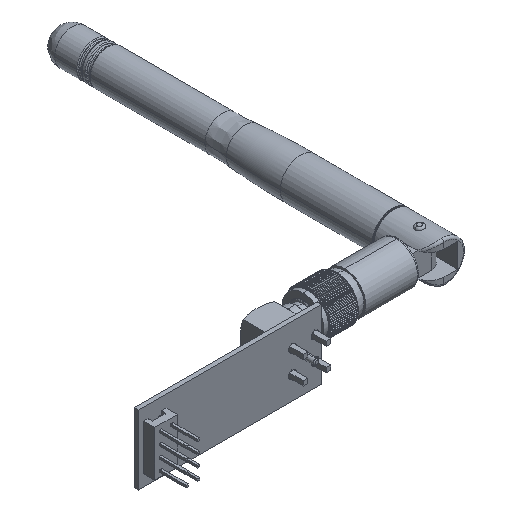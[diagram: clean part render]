
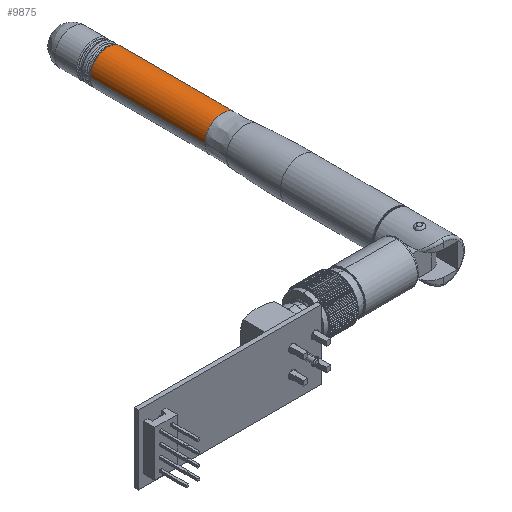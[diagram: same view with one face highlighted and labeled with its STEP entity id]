
A CAD part, isometric view. The second image highlights one B-rep face of the part: STEP entity #9875.
In plain terms, the highlighted cylindrical face has radius 3.9 mm (diameter 7.8 mm), a partial arc.
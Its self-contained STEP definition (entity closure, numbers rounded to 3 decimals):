
#75 = CARTESIAN_POINT ( 'NONE',  ( 0., 75.2, -3.9 ) ) ;
#437 = CARTESIAN_POINT ( 'NONE',  ( 0., 62.438, 3.9 ) ) ;
#544 = EDGE_CURVE ( 'NONE', #29943, #2888, #3281, .T. ) ;
#833 = VECTOR ( 'NONE', #7803, 1000. ) ;
#1119 = EDGE_CURVE ( 'NONE', #28719, #29943, #20203, .T. ) ;
#1899 = AXIS2_PLACEMENT_3D ( 'NONE', #24514, #19636, #32940 ) ;
#1973 = DIRECTION ( 'NONE',  ( 0., 0., -1. ) ) ;
#2641 = AXIS2_PLACEMENT_3D ( 'NONE', #11840, #25364, #30134 ) ;
#2888 = VERTEX_POINT ( 'NONE', #21040 ) ;
#3281 = LINE ( 'NONE', #22202, #11768 ) ;
#3630 = LINE ( 'NONE', #437, #833 ) ;
#6017 = ORIENTED_EDGE ( 'NONE', *, *, #20432, .T. ) ;
#7803 = DIRECTION ( 'NONE',  ( 0., -1., 0. ) ) ;
#8891 = FACE_OUTER_BOUND ( 'NONE', #21802, .T. ) ;
#9875 = ADVANCED_FACE ( 'NONE', ( #8891 ), #22236, .T. ) ;
#10219 = VERTEX_POINT ( 'NONE', #21291 ) ;
#10369 = CARTESIAN_POINT ( 'NONE',  ( 0., 75.2, 0. ) ) ;
#11768 = VECTOR ( 'NONE', #25181, 1000. ) ;
#11840 = CARTESIAN_POINT ( 'NONE',  ( 0., 49.677, 0. ) ) ;
#14703 = ORIENTED_EDGE ( 'NONE', *, *, #544, .T. ) ;
#19636 = DIRECTION ( 'NONE',  ( 0., -1., 0. ) ) ;
#20203 = CIRCLE ( 'NONE', #32505, 3.9 ) ;
#20432 = EDGE_CURVE ( 'NONE', #2888, #10219, #28977, .T. ) ;
#21040 = CARTESIAN_POINT ( 'NONE',  ( 0., 49.677, -3.9 ) ) ;
#21291 = CARTESIAN_POINT ( 'NONE',  ( 0., 49.677, 3.9 ) ) ;
#21802 = EDGE_LOOP ( 'NONE', ( #29549, #24369, #14703, #6017 ) ) ;
#22202 = CARTESIAN_POINT ( 'NONE',  ( 0., 62.438, -3.9 ) ) ;
#22236 = CYLINDRICAL_SURFACE ( 'NONE', #1899, 3.9 ) ;
#23624 = EDGE_CURVE ( 'NONE', #28719, #10219, #3630, .T. ) ;
#24369 = ORIENTED_EDGE ( 'NONE', *, *, #1119, .T. ) ;
#24514 = CARTESIAN_POINT ( 'NONE',  ( 0., 62.438, 0. ) ) ;
#25181 = DIRECTION ( 'NONE',  ( 0., -1., 0. ) ) ;
#25364 = DIRECTION ( 'NONE',  ( 0., 1., 0. ) ) ;
#27017 = CARTESIAN_POINT ( 'NONE',  ( 0., 75.2, 3.9 ) ) ;
#28719 = VERTEX_POINT ( 'NONE', #27017 ) ;
#28977 = CIRCLE ( 'NONE', #2641, 3.9 ) ;
#29549 = ORIENTED_EDGE ( 'NONE', *, *, #23624, .F. ) ;
#29943 = VERTEX_POINT ( 'NONE', #75 ) ;
#30134 = DIRECTION ( 'NONE',  ( 0., 0., -1. ) ) ;
#31792 = DIRECTION ( 'NONE',  ( 0., -1., 0. ) ) ;
#32505 = AXIS2_PLACEMENT_3D ( 'NONE', #10369, #31792, #1973 ) ;
#32940 = DIRECTION ( 'NONE',  ( 0., 0., -1. ) ) ;
